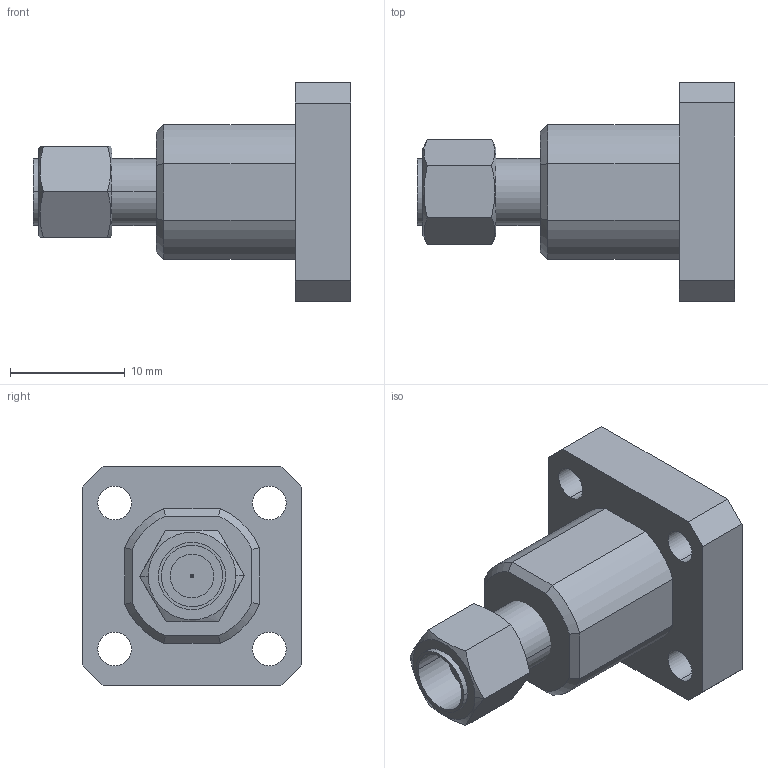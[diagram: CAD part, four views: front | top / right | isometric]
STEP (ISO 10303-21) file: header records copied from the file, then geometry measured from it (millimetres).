
FILE_DESCRIPTION (( 'STEP AP203' ), '1' );
FILE_NAME ('SWC-222M-E1-599.STEP', '2018-11-08T18:31:49', ( '' ), ( '' ), 'SwSTEP 2.0', 'SolidWorks 2016', '' );
FILE_SCHEMA (( 'CONFIG_CONTROL_DESIGN' ));
Length unit declared in the file: inch
Products named in the file (1): SWC-222M-E1-599
Bounding box: 27.66 x 19.05 x 19.05 mm (x, y, z)
Volume: 3368.6 mm3; surface area: 2442.4 mm2
Topology: 6 solids, 6 shells, 353 faces, 832 edges, 492 vertices
Faces by surface type: cone 150, cylinder 108, plane 95
Entity records: 10751 total; most frequent: CARTESIAN_POINT 2978, ORIENTED_EDGE 1632, DIRECTION 1528, EDGE_CURVE 816, AXIS2_PLACEMENT_3D 598, VERTEX_POINT 492, EDGE_LOOP 380, ADVANCED_FACE 353
